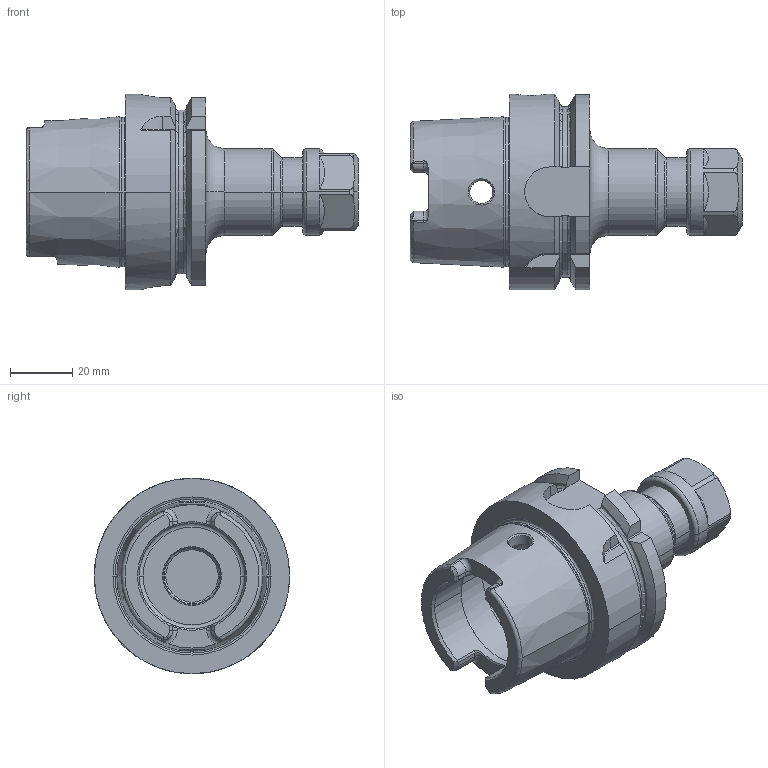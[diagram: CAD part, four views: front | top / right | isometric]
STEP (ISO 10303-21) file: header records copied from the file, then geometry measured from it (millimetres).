
FILE_DESCRIPTION((''),'2;1');
FILE_NAME('A63-025-16_ASM','2011-09-13T',('mei'),(''),'PRO/ENGINEER BY PARAMETRIC TECHNOLOGY CORPORATION, 2010430','PRO/ENGINEER BY PARAMETRIC TECHNOLOGY CORPORATION, 2010430','');
FILE_SCHEMA(('CONFIG_CONTROL_DESIGN'));
Length unit declared in the file: millimetre
Products named in the file (3): A63-025-16; 83-912-16; A63-025-16_ASM
Assembly tree (2 placements, depth 2):
  A63-025-16_ASM
    A63-025-16
    83-912-16
Bounding box: 107 x 63 x 63 mm (x, y, z)
Volume: 108180.8 mm3; surface area: 29133.4 mm2
Topology: 2 solids, 3 shells, 205 faces, 525 edges, 326 vertices
Faces by surface type: plane 65, cylinder 52, cone 40, torus 38, bspline 8, extrusion 2
Entity records: 7672 total; most frequent: CARTESIAN_POINT 2754, ORIENTED_EDGE 1046, DIRECTION 986, EDGE_CURVE 525, AXIS2_PLACEMENT_3D 396, VERTEX_POINT 326, EDGE_LOOP 211, FACE_OUTER_BOUND 205
